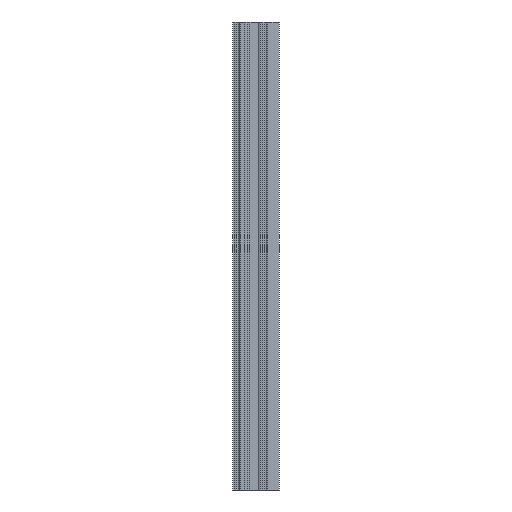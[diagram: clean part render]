
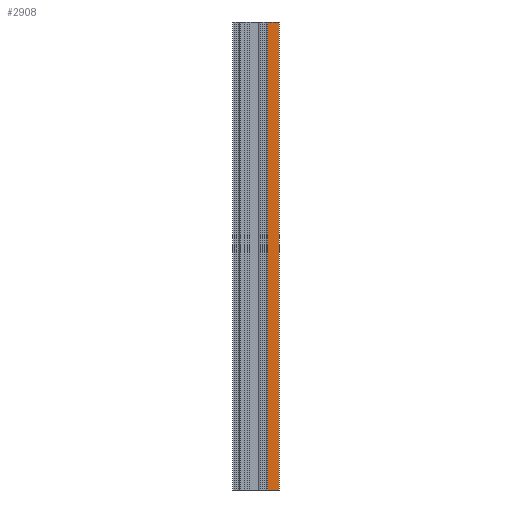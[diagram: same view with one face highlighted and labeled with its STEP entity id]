
A CAD part, front view. The second image highlights one B-rep face of the part: STEP entity #2908.
In plain terms, the highlighted face is planar.
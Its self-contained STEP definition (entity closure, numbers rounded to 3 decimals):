
#55 = PLANE('',#56);
#56 = AXIS2_PLACEMENT_3D('',#57,#58,#59);
#57 = CARTESIAN_POINT('',(-1437.244,-2.35,944.149));
#58 = DIRECTION('',(0.,-1.,0.));
#59 = DIRECTION('',(0.,0.,-1.));
#133 = PLANE('',#134);
#134 = AXIS2_PLACEMENT_3D('',#135,#136,#137);
#135 = CARTESIAN_POINT('',(-1437.244,-340.15,944.149)
  );
#136 = DIRECTION('',(0.,-1.,0.));
#137 = DIRECTION('',(0.,0.,-1.));
#2818 = PLANE('',#2819);
#2819 = AXIS2_PLACEMENT_3D('',#2820,#2821,#2822);
#2820 = CARTESIAN_POINT('',(-1415.444,-340.15,947.846)
  );
#2821 = DIRECTION('',(-1.,0.,0.));
#2822 = DIRECTION('',(0.,-1.,0.));
#2834 = VERTEX_POINT('',#2835);
#2835 = CARTESIAN_POINT('',(-1415.444,-2.35,948.847));
#2858 = VERTEX_POINT('',#2859);
#2859 = CARTESIAN_POINT('',(-1415.444,-340.15,948.847)
  );
#2880 = EDGE_CURVE('',#2858,#2834,#2881,.T.);
#2881 = SURFACE_CURVE('',#2882,(#2887,#2895),.PCURVE_S1.);
#2882 = B_SPLINE_CURVE_WITH_KNOTS('',3,(#2883,#2884,#2885,#2886),
  .UNSPECIFIED.,.F.,.F.,(4,4),(0.,1.),.PIECEWISE_BEZIER_KNOTS.);
#2883 = CARTESIAN_POINT('',(-1415.444,-340.15,948.847)
  );
#2884 = CARTESIAN_POINT('',(-1415.444,-227.55,948.847)
  );
#2885 = CARTESIAN_POINT('',(-1415.444,-114.95,948.847)
  );
#2886 = CARTESIAN_POINT('',(-1415.444,-2.35,948.847));
#2887 = PCURVE('',#2818,#2888);
#2888 = DEFINITIONAL_REPRESENTATION('',(#2889),#2894);
#2889 = B_SPLINE_CURVE_WITH_KNOTS('',3,(#2890,#2891,#2892,#2893),
  .UNSPECIFIED.,.F.,.F.,(4,4),(0.,1.),.PIECEWISE_BEZIER_KNOTS.);
#2890 = CARTESIAN_POINT('',(0.,1.001));
#2891 = CARTESIAN_POINT('',(-112.6,1.001));
#2892 = CARTESIAN_POINT('',(-225.2,1.001));
#2893 = CARTESIAN_POINT('',(-337.8,1.001));
#2894 = ( GEOMETRIC_REPRESENTATION_CONTEXT(2) 
PARAMETRIC_REPRESENTATION_CONTEXT() REPRESENTATION_CONTEXT('2D SPACE',''
  ) );
#2895 = PCURVE('',#2896,#2901);
#2896 = PLANE('',#2897);
#2897 = AXIS2_PLACEMENT_3D('',#2898,#2899,#2900);
#2898 = CARTESIAN_POINT('',(-1415.444,-340.15,948.849)
  );
#2899 = DIRECTION('',(0.,0.,1.));
#2900 = DIRECTION('',(0.,-1.,0.));
#2901 = DEFINITIONAL_REPRESENTATION('',(#2902),#2907);
#2902 = B_SPLINE_CURVE_WITH_KNOTS('',3,(#2903,#2904,#2905,#2906),
  .UNSPECIFIED.,.F.,.F.,(4,4),(0.,1.),.PIECEWISE_BEZIER_KNOTS.);
#2903 = CARTESIAN_POINT('',(0.,0.));
#2904 = CARTESIAN_POINT('',(-112.6,0.));
#2905 = CARTESIAN_POINT('',(-225.2,0.));
#2906 = CARTESIAN_POINT('',(-337.8,0.));
#2907 = ( GEOMETRIC_REPRESENTATION_CONTEXT(2) 
PARAMETRIC_REPRESENTATION_CONTEXT() REPRESENTATION_CONTEXT('2D SPACE',''
  ) );
#2908 = ADVANCED_FACE('',(#2909),#2896,.T.);
#2909 = FACE_BOUND('',#2910,.T.);
#2910 = EDGE_LOOP('',(#2911,#2934,#2935,#2958));
#2911 = ORIENTED_EDGE('',*,*,#2912,.F.);
#2912 = EDGE_CURVE('',#2834,#2913,#2915,.T.);
#2913 = VERTEX_POINT('',#2914);
#2914 = CARTESIAN_POINT('',(-1407.244,-2.35,948.849));
#2915 = SURFACE_CURVE('',#2916,(#2920,#2927),.PCURVE_S1.);
#2916 = LINE('',#2917,#2918);
#2917 = CARTESIAN_POINT('',(-1415.444,-2.35,948.849));
#2918 = VECTOR('',#2919,1.);
#2919 = DIRECTION('',(1.,0.,0.));
#2920 = PCURVE('',#2896,#2921);
#2921 = DEFINITIONAL_REPRESENTATION('',(#2922),#2926);
#2922 = LINE('',#2923,#2924);
#2923 = CARTESIAN_POINT('',(-337.8,0.));
#2924 = VECTOR('',#2925,1.);
#2925 = DIRECTION('',(0.,1.));
#2926 = ( GEOMETRIC_REPRESENTATION_CONTEXT(2) 
PARAMETRIC_REPRESENTATION_CONTEXT() REPRESENTATION_CONTEXT('2D SPACE',''
  ) );
#2927 = PCURVE('',#55,#2928);
#2928 = DEFINITIONAL_REPRESENTATION('',(#2929),#2933);
#2929 = LINE('',#2930,#2931);
#2930 = CARTESIAN_POINT('',(-4.7,21.8));
#2931 = VECTOR('',#2932,1.);
#2932 = DIRECTION('',(0.,1.));
#2933 = ( GEOMETRIC_REPRESENTATION_CONTEXT(2) 
PARAMETRIC_REPRESENTATION_CONTEXT() REPRESENTATION_CONTEXT('2D SPACE',''
  ) );
#2934 = ORIENTED_EDGE('',*,*,#2880,.F.);
#2935 = ORIENTED_EDGE('',*,*,#2936,.T.);
#2936 = EDGE_CURVE('',#2858,#2937,#2939,.T.);
#2937 = VERTEX_POINT('',#2938);
#2938 = CARTESIAN_POINT('',(-1407.244,-340.15,948.849)
  );
#2939 = SURFACE_CURVE('',#2940,(#2944,#2951),.PCURVE_S1.);
#2940 = LINE('',#2941,#2942);
#2941 = CARTESIAN_POINT('',(-1415.444,-340.15,948.849)
  );
#2942 = VECTOR('',#2943,1.);
#2943 = DIRECTION('',(1.,0.,0.));
#2944 = PCURVE('',#2896,#2945);
#2945 = DEFINITIONAL_REPRESENTATION('',(#2946),#2950);
#2946 = LINE('',#2947,#2948);
#2947 = CARTESIAN_POINT('',(-0.,0.));
#2948 = VECTOR('',#2949,1.);
#2949 = DIRECTION('',(0.,1.));
#2950 = ( GEOMETRIC_REPRESENTATION_CONTEXT(2) 
PARAMETRIC_REPRESENTATION_CONTEXT() REPRESENTATION_CONTEXT('2D SPACE',''
  ) );
#2951 = PCURVE('',#133,#2952);
#2952 = DEFINITIONAL_REPRESENTATION('',(#2953),#2957);
#2953 = LINE('',#2954,#2955);
#2954 = CARTESIAN_POINT('',(-4.7,21.8));
#2955 = VECTOR('',#2956,1.);
#2956 = DIRECTION('',(0.,1.));
#2957 = ( GEOMETRIC_REPRESENTATION_CONTEXT(2) 
PARAMETRIC_REPRESENTATION_CONTEXT() REPRESENTATION_CONTEXT('2D SPACE',''
  ) );
#2958 = ORIENTED_EDGE('',*,*,#2959,.T.);
#2959 = EDGE_CURVE('',#2937,#2913,#2960,.T.);
#2960 = SURFACE_CURVE('',#2961,(#2965,#2972),.PCURVE_S1.);
#2961 = LINE('',#2962,#2963);
#2962 = CARTESIAN_POINT('',(-1407.244,-340.15,948.849)
  );
#2963 = VECTOR('',#2964,1.);
#2964 = DIRECTION('',(0.,1.,0.));
#2965 = PCURVE('',#2896,#2966);
#2966 = DEFINITIONAL_REPRESENTATION('',(#2967),#2971);
#2967 = LINE('',#2968,#2969);
#2968 = CARTESIAN_POINT('',(0.,8.2));
#2969 = VECTOR('',#2970,1.);
#2970 = DIRECTION('',(-1.,0.));
#2971 = ( GEOMETRIC_REPRESENTATION_CONTEXT(2) 
PARAMETRIC_REPRESENTATION_CONTEXT() REPRESENTATION_CONTEXT('2D SPACE',''
  ) );
#2972 = PCURVE('',#2973,#2978);
#2973 = PLANE('',#2974);
#2974 = AXIS2_PLACEMENT_3D('',#2975,#2976,#2977);
#2975 = CARTESIAN_POINT('',(-1407.244,-340.15,948.849)
  );
#2976 = DIRECTION('',(1.,0.,0.));
#2977 = DIRECTION('',(0.,0.,-1.));
#2978 = DEFINITIONAL_REPRESENTATION('',(#2979),#2983);
#2979 = LINE('',#2980,#2981);
#2980 = CARTESIAN_POINT('',(0.,0.));
#2981 = VECTOR('',#2982,1.);
#2982 = DIRECTION('',(0.,1.));
#2983 = ( GEOMETRIC_REPRESENTATION_CONTEXT(2) 
PARAMETRIC_REPRESENTATION_CONTEXT() REPRESENTATION_CONTEXT('2D SPACE',''
  ) );
